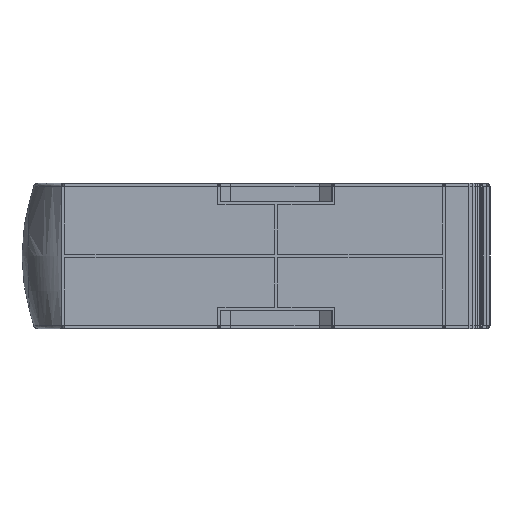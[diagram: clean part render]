
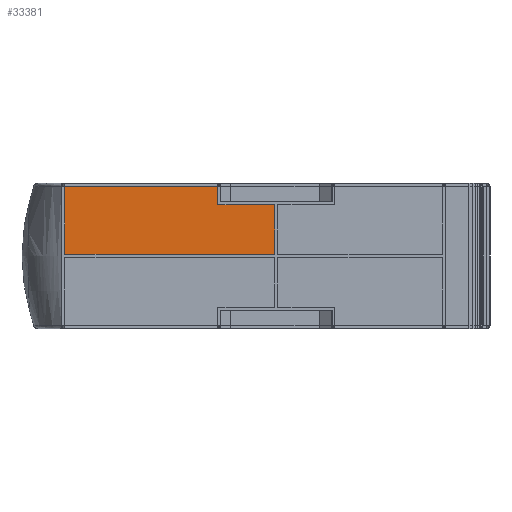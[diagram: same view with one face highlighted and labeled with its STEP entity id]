
A CAD part, front view. The second image highlights one B-rep face of the part: STEP entity #33381.
In plain terms, the highlighted free-form (B-spline) face has degree [1, 1] with [2, 2] control points.
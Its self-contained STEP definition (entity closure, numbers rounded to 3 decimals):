
#33249 = VERTEX_POINT('',#33250);
#33250 = CARTESIAN_POINT('',(3275.103,-1694.659,
    7240.949));
#33257 = EDGE_CURVE('',#33249,#33258,#33260,.T.);
#33258 = VERTEX_POINT('',#33259);
#33259 = CARTESIAN_POINT('',(3275.103,-1694.659,
    6316.851));
#33260 = B_SPLINE_CURVE_WITH_KNOTS('',3,(#33261,#33262,#33263,#33264),
  .UNSPECIFIED.,.F.,.F.,(4,4),(0.,1.),.PIECEWISE_BEZIER_KNOTS.);
#33261 = CARTESIAN_POINT('',(3275.103,-1694.659,
    7240.949));
#33262 = CARTESIAN_POINT('',(3275.103,-1694.659,
    6932.917));
#33263 = CARTESIAN_POINT('',(3275.103,-1694.659,
    6624.884));
#33264 = CARTESIAN_POINT('',(3275.103,-1694.659,
    6316.851));
#33282 = VERTEX_POINT('',#33283);
#33283 = CARTESIAN_POINT('',(2221.17,-1694.659,
    7240.949));
#33292 = EDGE_CURVE('',#33249,#33282,#33293,.T.);
#33293 = B_SPLINE_CURVE_WITH_KNOTS('',3,(#33294,#33295,#33296,#33297),
  .UNSPECIFIED.,.F.,.F.,(4,4),(0.,1.),.PIECEWISE_BEZIER_KNOTS.);
#33294 = CARTESIAN_POINT('',(3275.103,-1694.659,
    7240.949));
#33295 = CARTESIAN_POINT('',(2923.792,-1694.659,
    7240.949));
#33296 = CARTESIAN_POINT('',(2572.481,-1694.659,
    7240.949));
#33297 = CARTESIAN_POINT('',(2221.17,-1694.659,
    7240.949));
#33361 = EDGE_CURVE('',#33258,#33362,#33364,.T.);
#33362 = VERTEX_POINT('',#33363);
#33363 = CARTESIAN_POINT('',(-612.046,-1694.659,
    6316.851));
#33364 = B_SPLINE_CURVE_WITH_KNOTS('',3,(#33365,#33366,#33367,#33368),
  .UNSPECIFIED.,.F.,.F.,(4,4),(0.,1.),.PIECEWISE_BEZIER_KNOTS.);
#33365 = CARTESIAN_POINT('',(3275.103,-1694.659,
    6316.851));
#33366 = CARTESIAN_POINT('',(1979.387,-1694.659,
    6316.851));
#33367 = CARTESIAN_POINT('',(683.671,-1694.659,
    6316.851));
#33368 = CARTESIAN_POINT('',(-612.046,-1694.659,
    6316.851));
#33381 = ADVANCED_FACE('',(#33382),#33412,.F.);
#33382 = FACE_BOUND('',#33383,.T.);
#33383 = EDGE_LOOP('',(#33384,#33395,#33402,#33403,#33404,#33405));
#33384 = ORIENTED_EDGE('',*,*,#33385,.F.);
#33385 = EDGE_CURVE('',#33386,#33388,#33390,.T.);
#33386 = VERTEX_POINT('',#33387);
#33387 = CARTESIAN_POINT('',(-612.046,-1694.659,
    7575.998));
#33388 = VERTEX_POINT('',#33389);
#33389 = CARTESIAN_POINT('',(2221.17,-1694.659,
    7575.998));
#33390 = B_SPLINE_CURVE_WITH_KNOTS('',3,(#33391,#33392,#33393,#33394),
  .UNSPECIFIED.,.F.,.F.,(4,4),(0.,1.),.PIECEWISE_BEZIER_KNOTS.);
#33391 = CARTESIAN_POINT('',(-612.046,-1694.659,
    7575.998));
#33392 = CARTESIAN_POINT('',(332.36,-1694.659,
    7575.998));
#33393 = CARTESIAN_POINT('',(1276.765,-1694.659,
    7575.998));
#33394 = CARTESIAN_POINT('',(2221.17,-1694.659,
    7575.998));
#33395 = ORIENTED_EDGE('',*,*,#33396,.F.);
#33396 = EDGE_CURVE('',#33362,#33386,#33397,.T.);
#33397 = B_SPLINE_CURVE_WITH_KNOTS('',3,(#33398,#33399,#33400,#33401),
  .UNSPECIFIED.,.F.,.F.,(4,4),(0.,1.),.PIECEWISE_BEZIER_KNOTS.);
#33398 = CARTESIAN_POINT('',(-612.046,-1694.659,
    6316.851));
#33399 = CARTESIAN_POINT('',(-612.046,-1694.659,
    6736.567));
#33400 = CARTESIAN_POINT('',(-612.046,-1694.659,
    7156.282));
#33401 = CARTESIAN_POINT('',(-612.046,-1694.659,
    7575.998));
#33402 = ORIENTED_EDGE('',*,*,#33361,.F.);
#33403 = ORIENTED_EDGE('',*,*,#33257,.F.);
#33404 = ORIENTED_EDGE('',*,*,#33292,.T.);
#33405 = ORIENTED_EDGE('',*,*,#33406,.F.);
#33406 = EDGE_CURVE('',#33388,#33282,#33407,.T.);
#33407 = B_SPLINE_CURVE_WITH_KNOTS('',3,(#33408,#33409,#33410,#33411),
  .UNSPECIFIED.,.F.,.F.,(4,4),(0.,1.),.PIECEWISE_BEZIER_KNOTS.);
#33408 = CARTESIAN_POINT('',(2221.17,-1694.659,
    7575.998));
#33409 = CARTESIAN_POINT('',(2221.17,-1694.659,
    7464.315));
#33410 = CARTESIAN_POINT('',(2221.17,-1694.659,
    7352.632));
#33411 = CARTESIAN_POINT('',(2221.17,-1694.659,
    7240.949));
#33412 = B_SPLINE_SURFACE_WITH_KNOTS('',1,1,(
    (#33413,#33414)
    ,(#33415,#33416
    )),.UNSPECIFIED.,.F.,.F.,.F.,(2,2),(2,2),(-3308.025,
    -1.525),(-1095.53,-24.47),
  .PIECEWISE_BEZIER_KNOTS.);
#33413 = CARTESIAN_POINT('',(-612.046,-1694.659,
    7575.998));
#33414 = CARTESIAN_POINT('',(-612.046,-1694.659,
    6316.851));
#33415 = CARTESIAN_POINT('',(3275.103,-1694.659,
    7575.998));
#33416 = CARTESIAN_POINT('',(3275.103,-1694.659,
    6316.851));
